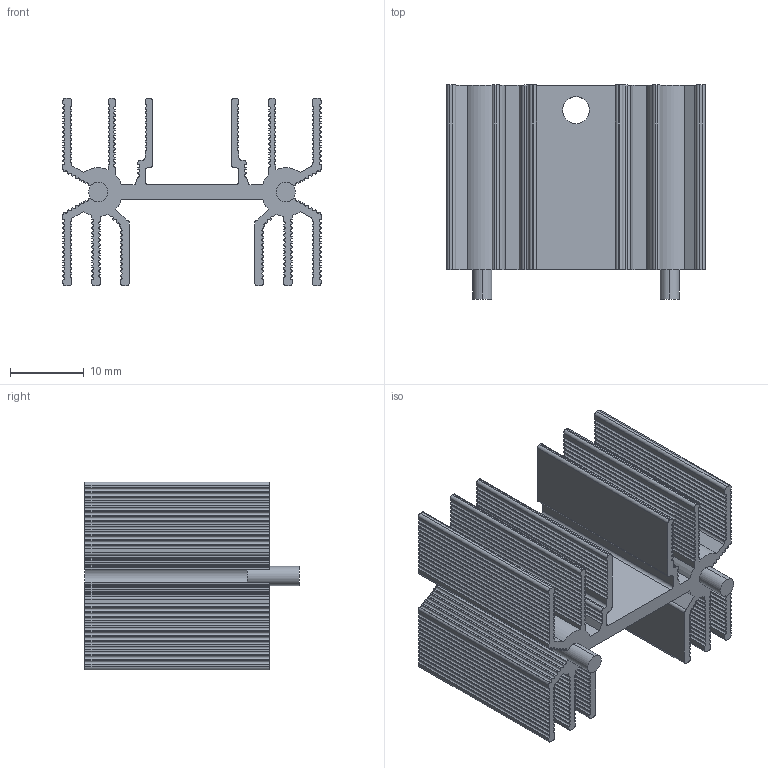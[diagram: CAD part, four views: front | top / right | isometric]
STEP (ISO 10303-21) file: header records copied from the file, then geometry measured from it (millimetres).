
FILE_DESCRIPTION (( 'STEP AP214' ), '1' );
FILE_NAME ('HSE-B250-04H.STEP', '2024-10-04T20:05:11', ( '' ), ( '' ), 'SwSTEP 2.0', 'SolidWorks 2021', '' );
FILE_SCHEMA (( 'AUTOMOTIVE_DESIGN' ));
Length unit declared in the file: millimetre
Products named in the file (1): HSE-B250-04H
Bounding box: 35 x 29 x 25.4 mm (x, y, z)
Volume: 5340.9 mm3; surface area: 11010 mm2
Topology: 3 solids, 3 shells, 714 faces, 2124 edges, 1416 vertices
Faces by surface type: cylinder 370, plane 344
Entity records: 24224 total; most frequent: DIRECTION 4294, CARTESIAN_POINT 4255, ORIENTED_EDGE 4248, EDGE_CURVE 2124, AXIS2_PLACEMENT_3D 1455, VERTEX_POINT 1416, LINE 1384, VECTOR 1384
